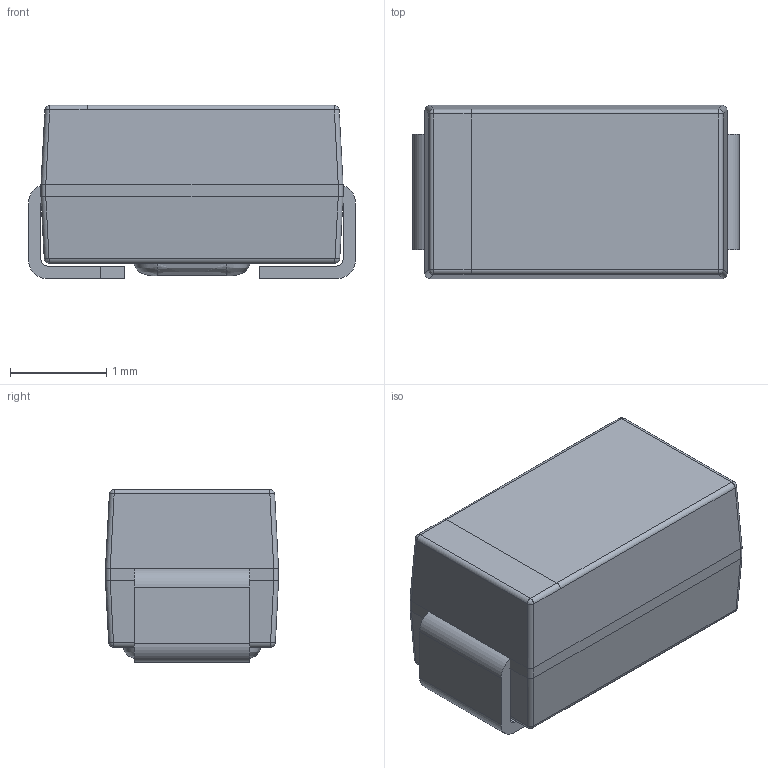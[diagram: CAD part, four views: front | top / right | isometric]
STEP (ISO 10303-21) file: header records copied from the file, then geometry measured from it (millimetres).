
FILE_DESCRIPTION (( 'STEP AP214' ), '1' );
FILE_NAME ('CAPM-TANTA-BK.STEP', '2020-10-30T06:48:01', ( '' ), ( '' ), 'SwSTEP 2.0', 'SolidWorks 2020', '' );
FILE_SCHEMA (( 'AUTOMOTIVE_DESIGN' ));
Length unit declared in the file: millimetre
Products named in the file (1): CAPM-TANTA-BK
Bounding box: 3.4 x 1.8 x 1.8 mm (x, y, z)
Volume: 9.8 mm3; surface area: 37.3 mm2
Topology: 3 solids, 3 shells, 84 faces, 197 edges, 112 vertices
Faces by surface type: plane 38, cylinder 30, bspline 16
Entity records: 2721 total; most frequent: CARTESIAN_POINT 846, ORIENTED_EDGE 378, DIRECTION 337, EDGE_CURVE 189, LINE 123, VECTOR 123, VERTEX_POINT 112, AXIS2_PLACEMENT_3D 107
